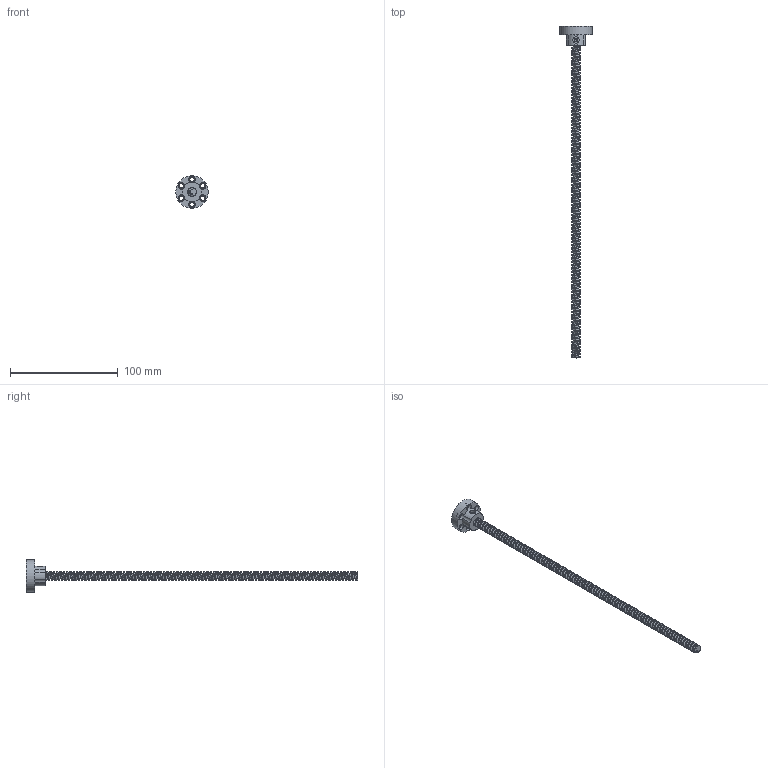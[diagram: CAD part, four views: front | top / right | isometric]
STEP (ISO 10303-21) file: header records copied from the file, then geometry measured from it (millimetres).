
FILE_DESCRIPTION(/* description */ (''),/* implementation_level */ '2;1');
FILE_NAME(/* name */ 'Assembly_threaded_shaft.step',/* time_stamp */ '2024-03-27T13:03:36+01:00',/* author */ (''),/* organization */ (''),/* preprocessor_version */ 'ST-DEVELOPER v20',/* originating_system */ 'Autodesk Translation Framework v12.20.1.177',/* authorisation */ '');
FILE_SCHEMA (('AUTOMOTIVE_DESIGN { 1 0 10303 214 3 1 1 }'));
Length unit declared in the file: millimetre
Products named in the file (3): (Unsaved); gear_wheel v1; threaded_shaft v1
Assembly tree (2 placements, depth 2):
  (Unsaved)
    gear_wheel v1
    threaded_shaft v1
Bounding box: 30 x 308 x 30 mm (x, y, z)
Volume: 16224.9 mm3; surface area: 15552.7 mm2
Topology: 2 solids, 2 shells, 141 faces, 404 edges, 270 vertices
Faces by surface type: cylinder 123, plane 16, bspline 2
Full cylindrical faces by diameter (mm): 3.5 x2, 4 x6, 6 x8, 8 x97, 30 x1
Entity records: 17037 total; most frequent: CARTESIAN_POINT 13580, ORIENTED_EDGE 808, DIRECTION 547, EDGE_CURVE 404, VERTEX_POINT 270, B_SPLINE_CURVE_WITH_KNOTS 206, AXIS2_PLACEMENT_3D 206, EDGE_LOOP 160
